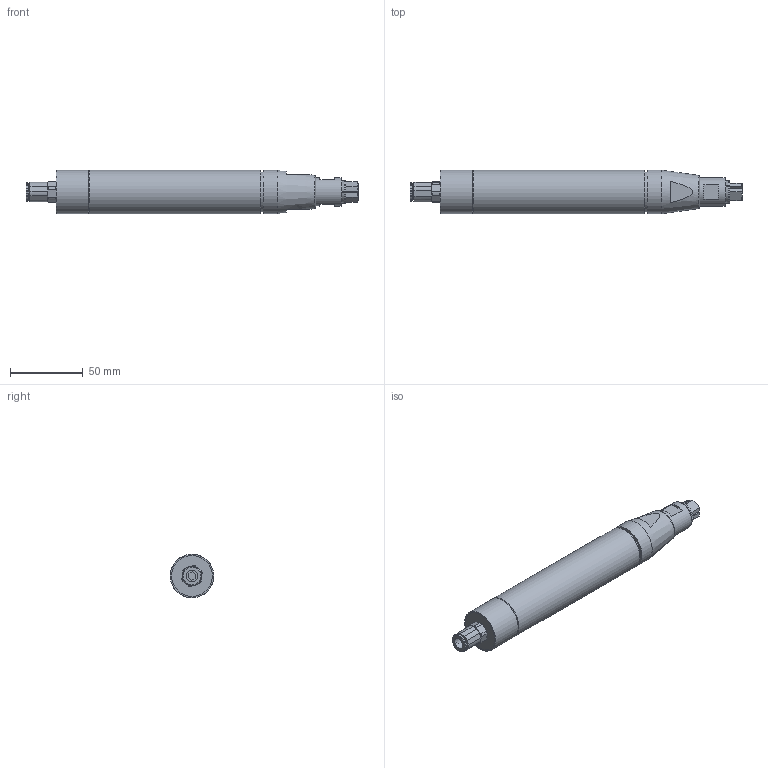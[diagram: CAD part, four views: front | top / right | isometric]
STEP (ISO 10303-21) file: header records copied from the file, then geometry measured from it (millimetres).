
FILE_DESCRIPTION((''),'2;1');
FILE_NAME('EBS 504 ZG_29937307.stp','2008-06-12T12:00:01',('rmorof'),(''),'Autodesk Inventor 2008','Autodesk Inventor 2008','');
FILE_SCHEMA(('AUTOMOTIVE_DESIGN { 1 0 10303 214 1 1 1 1 }'));
Length unit declared in the file: millimetre
Products named in the file (1): Bauteil7
Bounding box: 228.16 x 30 x 30 mm (x, y, z)
Volume: 127054.5 mm3; surface area: 22981.3 mm2
Topology: 1 solids, 5 shells, 162 faces, 376 edges, 240 vertices
Faces by surface type: plane 88, cylinder 42, cone 30, torus 2
Full cylindrical faces by diameter (mm): 8 x1, 8.5 x1, 9.2 x1, 12 x1, 12.1 x1, 13 x1, 19.8 x1, 27.24 x3, 28 x1, 30 x3
Entity records: 4597 total; most frequent: CARTESIAN_POINT 872, DIRECTION 745, ORIENTED_EDGE 692, EDGE_CURVE 346, AXIS2_PLACEMENT_3D 298, VERTEX_POINT 233, EDGE_LOOP 205, FACE_OUTER_BOUND 162
